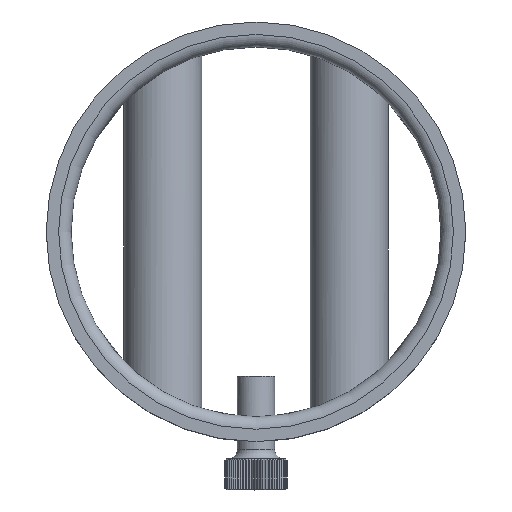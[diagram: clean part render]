
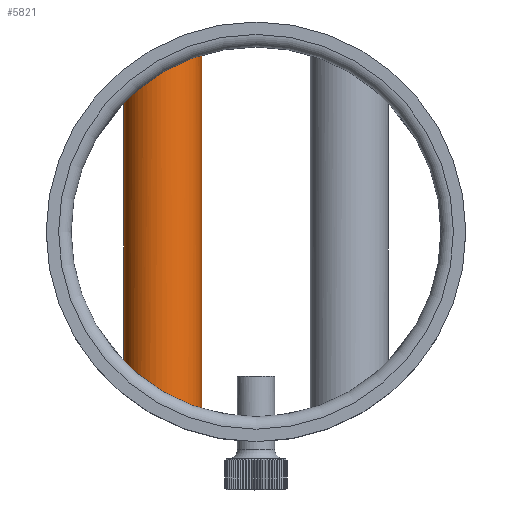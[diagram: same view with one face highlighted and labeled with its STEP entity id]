
A CAD part, top view. The second image highlights one B-rep face of the part: STEP entity #5821.
In plain terms, the highlighted cylindrical face has radius 12.5 mm (diameter 25 mm), a full revolution.
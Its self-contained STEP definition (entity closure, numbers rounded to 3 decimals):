
#394=B_SPLINE_CURVE_WITH_KNOTS('',3,(#9791,#9792,#9793,#9794,#9795,#9796,
#9797,#9798,#9799,#9800,#9801,#9802,#9803,#9804,#9805,#9806,#9807,#9808,
#9809,#9810,#9811,#9812,#9813,#9814,#9815,#9816),.UNSPECIFIED.,.F.,.F.,
(4,2,2,2,2,2,2,2,2,2,2,2,4),(0.,0.239,0.478,0.956,
1.545,2.134,2.658,2.92,3.182,
3.649,4.115,4.582,4.753),
 .UNSPECIFIED.);
#395=B_SPLINE_CURVE_WITH_KNOTS('',3,(#9817,#9818,#9819,#9820,#9821,#9822,
#9823,#9824,#9825,#9826,#9827,#9828,#9829,#9830,#9831,#9832,#9833,#9834,
#9835,#9836),.UNSPECIFIED.,.F.,.F.,(4,2,2,2,2,2,2,2,2,4),(4.753,
5.049,5.311,5.573,6.097,6.653,
7.21,7.721,7.976,8.232),
 .UNSPECIFIED.);
#396=B_SPLINE_CURVE_WITH_KNOTS('',3,(#9839,#9840,#9841,#9842,#9843,#9844,
#9845,#9846,#9847,#9848,#9849,#9850,#9851,#9852,#9853,#9854,#9855,#9856,
#9857,#9858),.UNSPECIFIED.,.F.,.F.,(4,2,2,2,2,2,2,2,2,4),(0.,0.256,
0.511,1.022,1.579,2.135,2.659,
2.921,3.183,3.479),.UNSPECIFIED.);
#397=B_SPLINE_CURVE_WITH_KNOTS('',3,(#9859,#9860,#9861,#9862,#9863,#9864,
#9865,#9866,#9867,#9868,#9869,#9870,#9871,#9872,#9873,#9874,#9875,#9876,
#9877,#9878,#9879,#9880,#9881,#9882,#9883,#9884),.UNSPECIFIED.,.F.,.F.,
(4,2,2,2,2,2,2,2,2,2,2,2,4),(3.479,3.65,4.117,
4.583,5.05,5.312,5.574,6.098,
6.687,7.276,7.754,7.993,8.232),
 .UNSPECIFIED.);
#682=FACE_OUTER_BOUND('',#1025,.T.);
#1025=EDGE_LOOP('',(#4013,#4014,#4015,#4016,#4017,#4018));
#1326=LINE('',#10082,#1614);
#1614=VECTOR('',#7040,12.5);
#2240=VERTEX_POINT('',#9789);
#2241=VERTEX_POINT('',#9790);
#2242=VERTEX_POINT('',#9837);
#2243=VERTEX_POINT('',#9838);
#2902=EDGE_CURVE('',#2240,#2241,#394,.T.);
#2903=EDGE_CURVE('',#2241,#2240,#395,.T.);
#2904=EDGE_CURVE('',#2242,#2243,#396,.T.);
#2905=EDGE_CURVE('',#2243,#2242,#397,.T.);
#2917=EDGE_CURVE('',#2241,#2243,#1326,.T.);
#4013=ORIENTED_EDGE('',*,*,#2902,.F.);
#4014=ORIENTED_EDGE('',*,*,#2903,.F.);
#4015=ORIENTED_EDGE('',*,*,#2917,.T.);
#4016=ORIENTED_EDGE('',*,*,#2904,.F.);
#4017=ORIENTED_EDGE('',*,*,#2905,.F.);
#4018=ORIENTED_EDGE('',*,*,#2917,.F.);
#5346=CYLINDRICAL_SURFACE('',#6240,12.5);
#5821=ADVANCED_FACE('',(#682),#5346,.T.);
#6240=AXIS2_PLACEMENT_3D('',#10081,#7038,#7039);
#7038=DIRECTION('center_axis',(0.,-1.,0.));
#7039=DIRECTION('ref_axis',(-0.862,0.,-0.507));
#7040=DIRECTION('',(0.,1.,0.));
#9789=CARTESIAN_POINT('',(-42.5,-41.641,0.));
#9790=CARTESIAN_POINT('',(-19.222,-56.309,6.332));
#9791=CARTESIAN_POINT('Ctrl Pts',(-42.5,-41.641,0.));
#9792=CARTESIAN_POINT('Ctrl Pts',(-42.5,-41.641,-0.797));
#9793=CARTESIAN_POINT('Ctrl Pts',(-42.423,-41.721,-1.605));
#9794=CARTESIAN_POINT('Ctrl Pts',(-42.115,-42.032,-3.183));
#9795=CARTESIAN_POINT('Ctrl Pts',(-41.884,-42.263,-3.954));
#9796=CARTESIAN_POINT('Ctrl Pts',(-41.002,-43.125,-6.139));
#9797=CARTESIAN_POINT('Ctrl Pts',(-40.148,-43.93,-7.426));
#9798=CARTESIAN_POINT('Ctrl Pts',(-38.082,-45.741,-9.684));
#9799=CARTESIAN_POINT('Ctrl Pts',(-36.645,-46.918,-10.73));
#9800=CARTESIAN_POINT('Ctrl Pts',(-33.453,-49.245,-12.14));
#9801=CARTESIAN_POINT('Ctrl Pts',(-31.695,-50.394,-12.5));
#9802=CARTESIAN_POINT('Ctrl Pts',(-28.491,-52.264,-12.5));
#9803=CARTESIAN_POINT('Ctrl Pts',(-26.825,-53.138,-12.209));
#9804=CARTESIAN_POINT('Ctrl Pts',(-24.464,-54.245,-11.239));
#9805=CARTESIAN_POINT('Ctrl Pts',(-23.699,-54.582,-10.83));
#9806=CARTESIAN_POINT('Ctrl Pts',(-22.271,-55.18,-9.862));
#9807=CARTESIAN_POINT('Ctrl Pts',(-21.609,-55.441,-9.304));
#9808=CARTESIAN_POINT('Ctrl Pts',(-19.975,-56.058,-7.616));
#9809=CARTESIAN_POINT('Ctrl Pts',(-19.047,-56.373,-6.241));
#9810=CARTESIAN_POINT('Ctrl Pts',(-17.809,-56.776,-3.211));
#9811=CARTESIAN_POINT('Ctrl Pts',(-17.5,-56.868,-1.556));
#9812=CARTESIAN_POINT('Ctrl Pts',(-17.5,-56.868,1.556));
#9813=CARTESIAN_POINT('Ctrl Pts',(-17.809,-56.776,3.211));
#9814=CARTESIAN_POINT('Ctrl Pts',(-18.655,-56.5,5.282));
#9815=CARTESIAN_POINT('Ctrl Pts',(-18.922,-56.412,5.821));
#9816=CARTESIAN_POINT('Ctrl Pts',(-19.222,-56.309,6.332));
#9817=CARTESIAN_POINT('Ctrl Pts',(-19.222,-56.309,6.332));
#9818=CARTESIAN_POINT('Ctrl Pts',(-19.74,-56.133,7.213));
#9819=CARTESIAN_POINT('Ctrl Pts',(-20.359,-55.913,8.013));
#9820=CARTESIAN_POINT('Ctrl Pts',(-21.609,-55.441,9.304));
#9821=CARTESIAN_POINT('Ctrl Pts',(-22.271,-55.18,9.862));
#9822=CARTESIAN_POINT('Ctrl Pts',(-23.699,-54.582,10.83));
#9823=CARTESIAN_POINT('Ctrl Pts',(-24.464,-54.245,11.239));
#9824=CARTESIAN_POINT('Ctrl Pts',(-26.825,-53.138,12.209));
#9825=CARTESIAN_POINT('Ctrl Pts',(-28.491,-52.264,12.5));
#9826=CARTESIAN_POINT('Ctrl Pts',(-31.602,-50.448,12.5));
#9827=CARTESIAN_POINT('Ctrl Pts',(-33.272,-49.364,12.177));
#9828=CARTESIAN_POINT('Ctrl Pts',(-36.329,-47.159,10.905));
#9829=CARTESIAN_POINT('Ctrl Pts',(-37.719,-46.041,9.959));
#9830=CARTESIAN_POINT('Ctrl Pts',(-39.868,-44.189,7.81));
#9831=CARTESIAN_POINT('Ctrl Pts',(-40.818,-43.301,6.479));
#9832=CARTESIAN_POINT('Ctrl Pts',(-41.805,-42.341,4.192));
#9833=CARTESIAN_POINT('Ctrl Pts',(-42.064,-42.082,3.381));
#9834=CARTESIAN_POINT('Ctrl Pts',(-42.412,-41.732,1.711));
#9835=CARTESIAN_POINT('Ctrl Pts',(-42.5,-41.641,0.852));
#9836=CARTESIAN_POINT('Ctrl Pts',(-42.5,-41.641,0.));
#9837=CARTESIAN_POINT('',(-42.5,41.641,0.));
#9838=CARTESIAN_POINT('',(-19.222,56.309,6.332));
#9839=CARTESIAN_POINT('Ctrl Pts',(-42.5,41.641,0.));
#9840=CARTESIAN_POINT('Ctrl Pts',(-42.5,41.641,0.852));
#9841=CARTESIAN_POINT('Ctrl Pts',(-42.412,41.732,1.711));
#9842=CARTESIAN_POINT('Ctrl Pts',(-42.064,42.082,3.381));
#9843=CARTESIAN_POINT('Ctrl Pts',(-41.805,42.341,4.192));
#9844=CARTESIAN_POINT('Ctrl Pts',(-40.818,43.301,6.479));
#9845=CARTESIAN_POINT('Ctrl Pts',(-39.868,44.189,7.81));
#9846=CARTESIAN_POINT('Ctrl Pts',(-37.719,46.041,9.959));
#9847=CARTESIAN_POINT('Ctrl Pts',(-36.329,47.159,10.905));
#9848=CARTESIAN_POINT('Ctrl Pts',(-33.272,49.364,12.177));
#9849=CARTESIAN_POINT('Ctrl Pts',(-31.602,50.448,12.5));
#9850=CARTESIAN_POINT('Ctrl Pts',(-28.491,52.264,12.5));
#9851=CARTESIAN_POINT('Ctrl Pts',(-26.825,53.138,12.209));
#9852=CARTESIAN_POINT('Ctrl Pts',(-24.464,54.245,11.239));
#9853=CARTESIAN_POINT('Ctrl Pts',(-23.699,54.582,10.83));
#9854=CARTESIAN_POINT('Ctrl Pts',(-22.271,55.18,9.862));
#9855=CARTESIAN_POINT('Ctrl Pts',(-21.609,55.441,9.304));
#9856=CARTESIAN_POINT('Ctrl Pts',(-20.359,55.913,8.013));
#9857=CARTESIAN_POINT('Ctrl Pts',(-19.74,56.133,7.213));
#9858=CARTESIAN_POINT('Ctrl Pts',(-19.222,56.309,6.332));
#9859=CARTESIAN_POINT('Ctrl Pts',(-19.222,56.309,6.332));
#9860=CARTESIAN_POINT('Ctrl Pts',(-18.922,56.412,5.821));
#9861=CARTESIAN_POINT('Ctrl Pts',(-18.655,56.5,5.282));
#9862=CARTESIAN_POINT('Ctrl Pts',(-17.809,56.776,3.211));
#9863=CARTESIAN_POINT('Ctrl Pts',(-17.5,56.868,1.556));
#9864=CARTESIAN_POINT('Ctrl Pts',(-17.5,56.868,-1.556));
#9865=CARTESIAN_POINT('Ctrl Pts',(-17.809,56.776,-3.211));
#9866=CARTESIAN_POINT('Ctrl Pts',(-19.047,56.373,-6.241));
#9867=CARTESIAN_POINT('Ctrl Pts',(-19.975,56.058,-7.616));
#9868=CARTESIAN_POINT('Ctrl Pts',(-21.609,55.441,-9.304));
#9869=CARTESIAN_POINT('Ctrl Pts',(-22.271,55.18,-9.862));
#9870=CARTESIAN_POINT('Ctrl Pts',(-23.699,54.582,-10.83));
#9871=CARTESIAN_POINT('Ctrl Pts',(-24.464,54.245,-11.239));
#9872=CARTESIAN_POINT('Ctrl Pts',(-26.825,53.138,-12.209));
#9873=CARTESIAN_POINT('Ctrl Pts',(-28.491,52.264,-12.5));
#9874=CARTESIAN_POINT('Ctrl Pts',(-31.695,50.394,-12.5));
#9875=CARTESIAN_POINT('Ctrl Pts',(-33.453,49.245,-12.14));
#9876=CARTESIAN_POINT('Ctrl Pts',(-36.645,46.918,-10.73));
#9877=CARTESIAN_POINT('Ctrl Pts',(-38.082,45.741,-9.684));
#9878=CARTESIAN_POINT('Ctrl Pts',(-40.148,43.93,-7.426));
#9879=CARTESIAN_POINT('Ctrl Pts',(-41.002,43.125,-6.139));
#9880=CARTESIAN_POINT('Ctrl Pts',(-41.884,42.263,-3.954));
#9881=CARTESIAN_POINT('Ctrl Pts',(-42.115,42.032,-3.183));
#9882=CARTESIAN_POINT('Ctrl Pts',(-42.423,41.721,-1.605));
#9883=CARTESIAN_POINT('Ctrl Pts',(-42.5,41.641,-0.797));
#9884=CARTESIAN_POINT('Ctrl Pts',(-42.5,41.641,0.));
#10081=CARTESIAN_POINT('Origin',(-30.,60.,0.));
#10082=CARTESIAN_POINT('',(-19.222,60.,6.332));
